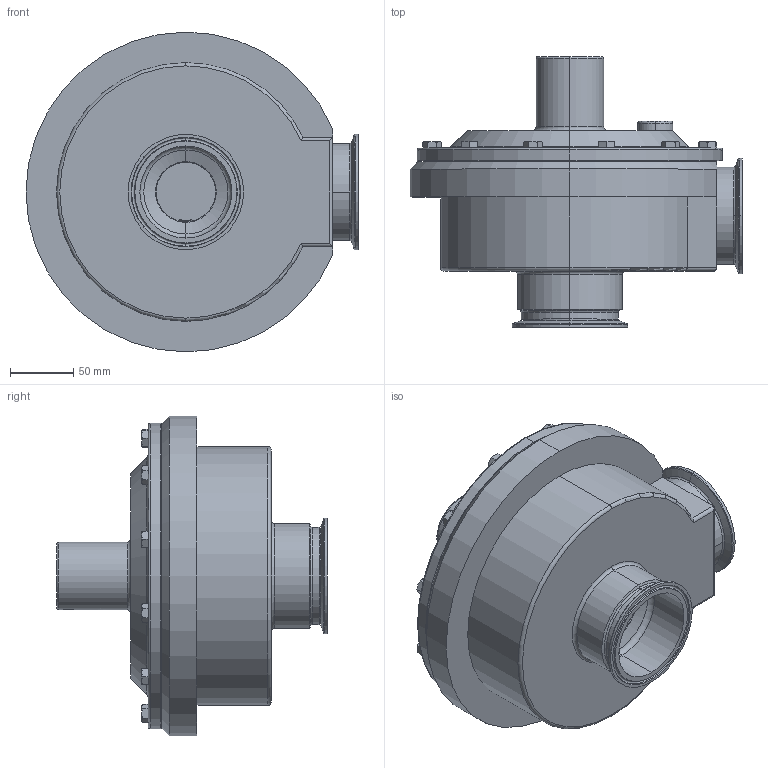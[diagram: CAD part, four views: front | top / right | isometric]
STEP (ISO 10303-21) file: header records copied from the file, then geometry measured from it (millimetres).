
FILE_DESCRIPTION (( 'STEP AP203' ), '1' );
FILE_NAME ('FB5CPM-300-6L.STEP', '2022-11-09T15:15:25', ( '' ), ( '' ), 'SwSTEP 2.0', 'SolidWorks 2022', '' );
FILE_SCHEMA (( 'CONFIG_CONTROL_DESIGN' ));
Length unit declared in the file: millimetre
Products named in the file (1): FB5CPM-300-6L
Bounding box: 261.62 x 213.39 x 251.97 mm (x, y, z)
Surface area: 294535.4 mm2 (no closed solid volume)
Topology: 0 solids, 16 shells, 274 faces, 704 edges, 452 vertices
Faces by surface type: cone 101, plane 100, torus 38, cylinder 35
Entity records: 9235 total; most frequent: CARTESIAN_POINT 2626, DIRECTION 1410, ORIENTED_EDGE 1234, EDGE_CURVE 704, AXIS2_PLACEMENT_3D 595, VERTEX_POINT 452, EDGE_LOOP 324, CIRCLE 320
